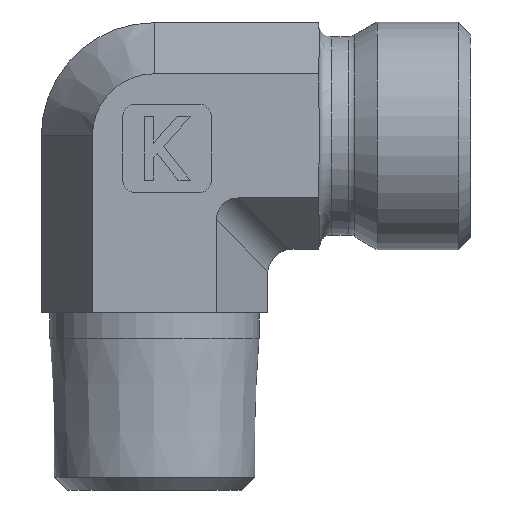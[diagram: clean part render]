
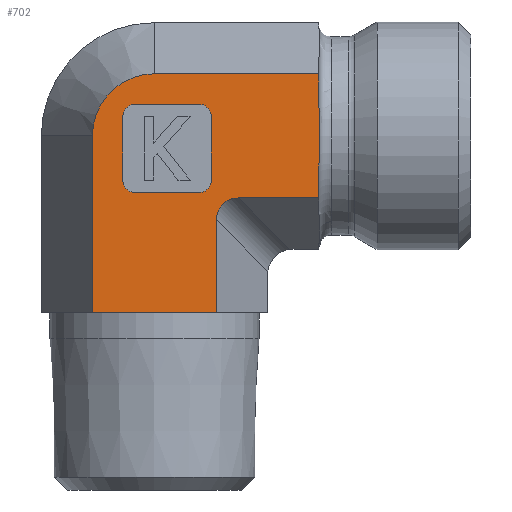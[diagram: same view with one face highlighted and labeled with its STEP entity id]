
A CAD part, left-side view. The second image highlights one B-rep face of the part: STEP entity #702.
In plain terms, the highlighted planar face has unit normal (-1, 0, 0).
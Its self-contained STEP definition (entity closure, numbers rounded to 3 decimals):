
#481=CARTESIAN_POINT('',(-27.685,4.636,1.));
#482=VERTEX_POINT('',#481);
#489=CARTESIAN_POINT('',(-27.685,14.451,1.));
#490=VERTEX_POINT('',#489);
#491=CARTESIAN_POINT('',(-27.685,14.451,1.));
#492=DIRECTION('',(0.0,-1.0,0.0));
#493=VECTOR('',#492,9.815);
#494=LINE('',#491,#493);
#495=EDGE_CURVE('',#490,#482,#494,.T.);
#545=CARTESIAN_POINT('',(-27.685,4.636,0.0));
#546=DIRECTION('',(-1.0,0.0,0.0));
#547=DIRECTION('',(0.0,0.0,1.0));
#548=AXIS2_PLACEMENT_3D('',#545,#546,#547);
#549=PLANE('',#548);
#550=ORIENTED_EDGE('',*,*,#495,.T.);
#551=CARTESIAN_POINT('',(-27.685,4.636,8.36));
#552=VERTEX_POINT('',#551);
#553=CARTESIAN_POINT('',(-27.685,4.636,1.));
#554=DIRECTION('',(0.0,0.0,1.0));
#555=VECTOR('',#554,7.36);
#556=LINE('',#553,#555);
#557=EDGE_CURVE('',#482,#552,#556,.T.);
#558=ORIENTED_EDGE('',*,*,#557,.T.);
#559=CARTESIAN_POINT('',(-27.685,2.904,10.093));
#560=VERTEX_POINT('',#559);
#561=CARTESIAN_POINT('',(-27.685,2.327,7.783));
#562=DIRECTION('',(-1.0,0.,0.));
#563=DIRECTION('',(0.,0.707,0.707));
#564=AXIS2_PLACEMENT_3D('',#561,#562,#563);
#565=ELLIPSE('',#564,2.582,2.0);
#566=EDGE_CURVE('',#560,#552,#565,.T.);
#567=ORIENTED_EDGE('',*,*,#566,.F.);
#568=CARTESIAN_POINT('',(-27.685,-3.456,10.093));
#569=VERTEX_POINT('',#568);
#570=CARTESIAN_POINT('',(-27.685,2.904,10.093));
#571=DIRECTION('',(0.0,-1.0,0.0));
#572=VECTOR('',#571,6.36);
#573=LINE('',#570,#572);
#574=EDGE_CURVE('',#560,#569,#573,.T.);
#575=ORIENTED_EDGE('',*,*,#574,.T.);
#576=CARTESIAN_POINT('',(-27.685,-3.456,12.536));
#577=VERTEX_POINT('',#576);
#578=CARTESIAN_POINT('',(-27.685,-3.456,10.093));
#579=DIRECTION('',(0.0,0.0,1.0));
#580=VECTOR('',#579,2.443);
#581=LINE('',#578,#580);
#582=EDGE_CURVE('',#569,#577,#581,.T.);
#583=ORIENTED_EDGE('',*,*,#582,.T.);
#584=CARTESIAN_POINT('',(-27.685,-3.456,17.464));
#585=VERTEX_POINT('',#584);
#586=CARTESIAN_POINT('',(-27.685,-3.456,12.536));
#587=CARTESIAN_POINT('',(-27.685,-3.456,12.769));
#588=CARTESIAN_POINT('',(-27.685,-3.464,13.048));
#589=CARTESIAN_POINT('',(-27.685,-3.491,13.818));
#590=CARTESIAN_POINT('',(-27.685,-3.519,14.462));
#591=CARTESIAN_POINT('',(-27.685,-3.519,15.538));
#592=CARTESIAN_POINT('',(-27.685,-3.491,16.182));
#593=CARTESIAN_POINT('',(-27.685,-3.464,16.952));
#594=CARTESIAN_POINT('',(-27.685,-3.456,17.231));
#595=CARTESIAN_POINT('',(-27.685,-3.456,17.464));
#596=B_SPLINE_CURVE_WITH_KNOTS('',3,(#586,#587,#588,#589,#590,#591,#592,#593,#594,#595),.UNSPECIFIED.,.F.,.U.,(4,2,2,2,4),(0.782,0.852,1.013,1.174,1.244),.UNSPECIFIED.);
#597=EDGE_CURVE('',#577,#585,#596,.T.);
#598=ORIENTED_EDGE('',*,*,#597,.T.);
#599=CARTESIAN_POINT('',(-27.685,-3.456,19.907));
#600=VERTEX_POINT('',#599);
#601=CARTESIAN_POINT('',(-27.685,-3.456,17.464));
#602=DIRECTION('',(0.0,0.0,1.0));
#603=VECTOR('',#602,2.443);
#604=LINE('',#601,#603);
#605=EDGE_CURVE('',#585,#600,#604,.T.);
#606=ORIENTED_EDGE('',*,*,#605,.T.);
#607=CARTESIAN_POINT('',(-27.685,9.544,19.907));
#608=VERTEX_POINT('',#607);
#609=CARTESIAN_POINT('',(-27.685,9.544,19.907));
#610=DIRECTION('',(0.0,-1.0,0.0));
#611=VECTOR('',#610,13.);
#612=LINE('',#609,#611);
#613=EDGE_CURVE('',#608,#600,#612,.T.);
#614=ORIENTED_EDGE('',*,*,#613,.F.);
#615=CARTESIAN_POINT('',(-27.685,14.451,15.));
#616=VERTEX_POINT('',#615);
#617=CARTESIAN_POINT('',(-27.685,9.544,15.));
#618=DIRECTION('',(-1.0,0.0,0.0));
#619=DIRECTION('',(0.0,0.0,1.0));
#620=AXIS2_PLACEMENT_3D('',#617,#618,#619);
#621=CIRCLE('',#620,4.907);
#622=EDGE_CURVE('',#608,#616,#621,.T.);
#623=ORIENTED_EDGE('',*,*,#622,.T.);
#624=CARTESIAN_POINT('',(-27.685,14.451,1.));
#625=DIRECTION('',(0.0,0.0,1.0));
#626=VECTOR('',#625,14.);
#627=LINE('',#624,#626);
#628=EDGE_CURVE('',#490,#616,#627,.T.);
#629=ORIENTED_EDGE('',*,*,#628,.F.);
#630=EDGE_LOOP('',(#550,#558,#567,#575,#583,#598,#606,#614,#623,#629));
#631=FACE_OUTER_BOUND('',#630,.T.);
#632=CARTESIAN_POINT('',(-27.685,6.044,10.5));
#633=VERTEX_POINT('',#632);
#634=CARTESIAN_POINT('',(-27.685,11.044,10.5));
#635=VERTEX_POINT('',#634);
#636=CARTESIAN_POINT('',(-27.685,6.044,10.5));
#637=DIRECTION('',(0.0,1.0,0.0));
#638=VECTOR('',#637,5.0);
#639=LINE('',#636,#638);
#640=EDGE_CURVE('',#633,#635,#639,.T.);
#641=ORIENTED_EDGE('',*,*,#640,.T.);
#642=CARTESIAN_POINT('',(-27.685,12.044,11.5));
#643=VERTEX_POINT('',#642);
#644=CARTESIAN_POINT('',(-27.685,11.044,11.5));
#645=DIRECTION('',(-1.0,0.0,0.0));
#646=DIRECTION('',(0.0,0.707,-0.707));
#647=AXIS2_PLACEMENT_3D('',#644,#645,#646);
#648=CIRCLE('',#647,1.0);
#649=EDGE_CURVE('',#643,#635,#648,.T.);
#650=ORIENTED_EDGE('',*,*,#649,.F.);
#651=CARTESIAN_POINT('',(-27.685,12.044,16.5));
#652=VERTEX_POINT('',#651);
#653=CARTESIAN_POINT('',(-27.685,12.044,11.5));
#654=DIRECTION('',(0.0,0.0,1.0));
#655=VECTOR('',#654,5.);
#656=LINE('',#653,#655);
#657=EDGE_CURVE('',#643,#652,#656,.T.);
#658=ORIENTED_EDGE('',*,*,#657,.T.);
#659=CARTESIAN_POINT('',(-27.685,11.044,17.5));
#660=VERTEX_POINT('',#659);
#661=CARTESIAN_POINT('',(-27.685,11.044,16.5));
#662=DIRECTION('',(-1.0,0.0,0.0));
#663=DIRECTION('',(0.0,0.707,0.707));
#664=AXIS2_PLACEMENT_3D('',#661,#662,#663);
#665=CIRCLE('',#664,1.0);
#666=EDGE_CURVE('',#660,#652,#665,.T.);
#667=ORIENTED_EDGE('',*,*,#666,.F.);
#668=CARTESIAN_POINT('',(-27.685,6.044,17.5));
#669=VERTEX_POINT('',#668);
#670=CARTESIAN_POINT('',(-27.685,11.044,17.5));
#671=DIRECTION('',(0.0,-1.0,0.0));
#672=VECTOR('',#671,5.);
#673=LINE('',#670,#672);
#674=EDGE_CURVE('',#660,#669,#673,.T.);
#675=ORIENTED_EDGE('',*,*,#674,.T.);
#676=CARTESIAN_POINT('',(-27.685,5.044,16.5));
#677=VERTEX_POINT('',#676);
#678=CARTESIAN_POINT('',(-27.685,6.044,16.5));
#679=DIRECTION('',(-1.0,0.0,0.0));
#680=DIRECTION('',(0.0,-0.707,0.707));
#681=AXIS2_PLACEMENT_3D('',#678,#679,#680);
#682=CIRCLE('',#681,1.0);
#683=EDGE_CURVE('',#677,#669,#682,.T.);
#684=ORIENTED_EDGE('',*,*,#683,.F.);
#685=CARTESIAN_POINT('',(-27.685,5.044,11.5));
#686=VERTEX_POINT('',#685);
#687=CARTESIAN_POINT('',(-27.685,5.044,16.5));
#688=DIRECTION('',(0.0,0.0,-1.0));
#689=VECTOR('',#688,5.);
#690=LINE('',#687,#689);
#691=EDGE_CURVE('',#677,#686,#690,.T.);
#692=ORIENTED_EDGE('',*,*,#691,.T.);
#693=CARTESIAN_POINT('',(-27.685,6.044,11.5));
#694=DIRECTION('',(-1.0,0.0,0.0));
#695=DIRECTION('',(0.0,-0.707,-0.707));
#696=AXIS2_PLACEMENT_3D('',#693,#694,#695);
#697=CIRCLE('',#696,1.0);
#698=EDGE_CURVE('',#633,#686,#697,.T.);
#699=ORIENTED_EDGE('',*,*,#698,.F.);
#700=EDGE_LOOP('',(#641,#650,#658,#667,#675,#684,#692,#699));
#701=FACE_BOUND('',#700,.T.);
#702=ADVANCED_FACE('',(#631,#701),#549,.T.);
